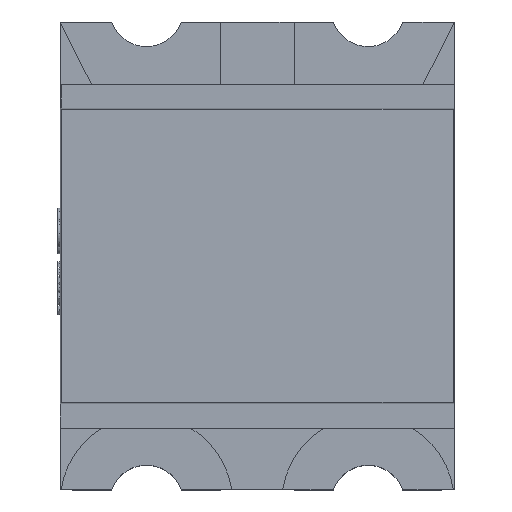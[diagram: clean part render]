
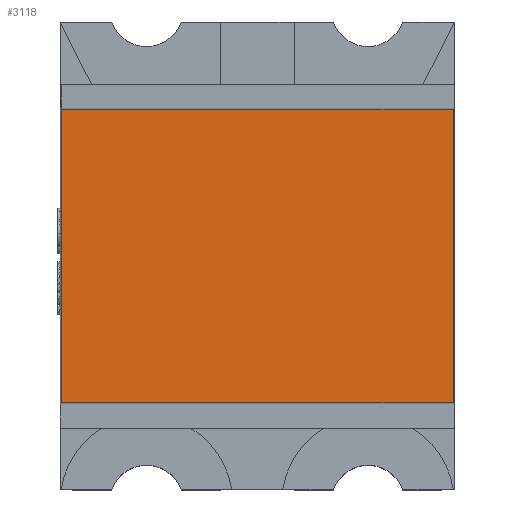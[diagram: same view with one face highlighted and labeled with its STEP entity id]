
A CAD part, top view. The second image highlights one B-rep face of the part: STEP entity #3118.
In plain terms, the highlighted planar face has unit normal (0, 0, 1).
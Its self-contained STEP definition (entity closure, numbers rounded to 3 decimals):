
#168 = EDGE_CURVE ( 'NONE', #15253, #11546, #17721, .T. ) ;
#889 = CARTESIAN_POINT ( 'NONE',  ( 0.8, 0.596, 0.25 ) ) ;
#972 = LINE ( 'NONE', #12352, #4575 ) ;
#1015 = DIRECTION ( 'NONE',  ( 1., 0., 0. ) ) ;
#1913 = LINE ( 'NONE', #11552, #9393 ) ;
#3118 = ADVANCED_FACE ( 'NONE', ( #9411 ), #9231, .T. ) ;
#3220 = ORIENTED_EDGE ( 'NONE', *, *, #13911, .T. ) ;
#3416 = CARTESIAN_POINT ( 'NONE',  ( -0.796, 0.596, 0.25 ) ) ;
#3593 = EDGE_CURVE ( 'NONE', #11546, #16259, #1913, .T. ) ;
#3723 = CARTESIAN_POINT ( 'NONE',  ( -0.796, -0.596, 0.25 ) ) ;
#3892 = AXIS2_PLACEMENT_3D ( 'NONE', #15028, #17872, #6432 ) ;
#4003 = VECTOR ( 'NONE', #1015, 1000. ) ;
#4558 = DIRECTION ( 'NONE',  ( 0., -1., 0. ) ) ;
#4575 = VECTOR ( 'NONE', #13684, 1000. ) ;
#4979 = CARTESIAN_POINT ( 'NONE',  ( 0.796, -0.596, 0.25 ) ) ;
#5655 = ORIENTED_EDGE ( 'NONE', *, *, #3593, .T. ) ;
#6432 = DIRECTION ( 'NONE',  ( 1., 0., 0. ) ) ;
#6561 = DIRECTION ( 'NONE',  ( -1., 0., 0. ) ) ;
#8806 = ORIENTED_EDGE ( 'NONE', *, *, #14542, .T. ) ;
#9082 = EDGE_LOOP ( 'NONE', ( #5655, #3220, #8806, #16849 ) ) ;
#9231 = PLANE ( 'NONE',  #3892 ) ;
#9393 = VECTOR ( 'NONE', #4558, 1000. ) ;
#9411 = FACE_OUTER_BOUND ( 'NONE', #9082, .T. ) ;
#10436 = VERTEX_POINT ( 'NONE', #4979 ) ;
#10945 = CARTESIAN_POINT ( 'NONE',  ( 0.8, -0.596, 0.25 ) ) ;
#11141 = VECTOR ( 'NONE', #6561, 1000. ) ;
#11546 = VERTEX_POINT ( 'NONE', #3416 ) ;
#11552 = CARTESIAN_POINT ( 'NONE',  ( -0.796, -0.6, 0.25 ) ) ;
#12352 = CARTESIAN_POINT ( 'NONE',  ( 0.796, -0.6, 0.25 ) ) ;
#13343 = CARTESIAN_POINT ( 'NONE',  ( 0.796, 0.596, 0.25 ) ) ;
#13539 = LINE ( 'NONE', #10945, #4003 ) ;
#13684 = DIRECTION ( 'NONE',  ( 0., 1., 0. ) ) ;
#13911 = EDGE_CURVE ( 'NONE', #16259, #10436, #13539, .T. ) ;
#14542 = EDGE_CURVE ( 'NONE', #10436, #15253, #972, .T. ) ;
#15028 = CARTESIAN_POINT ( 'NONE',  ( 0., 0., 0.25 ) ) ;
#15253 = VERTEX_POINT ( 'NONE', #13343 ) ;
#16259 = VERTEX_POINT ( 'NONE', #3723 ) ;
#16849 = ORIENTED_EDGE ( 'NONE', *, *, #168, .T. ) ;
#17721 = LINE ( 'NONE', #889, #11141 ) ;
#17872 = DIRECTION ( 'NONE',  ( 0., 0., 1. ) ) ;
